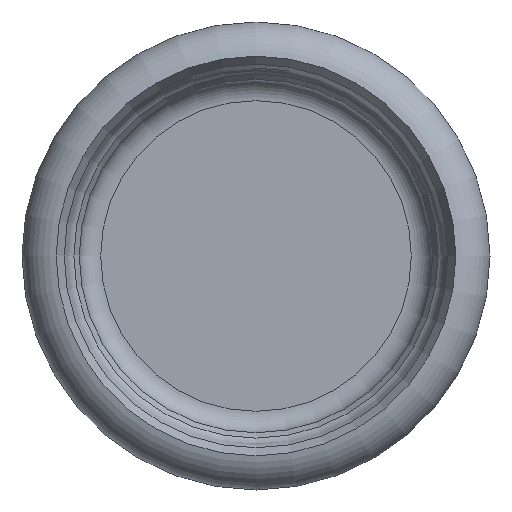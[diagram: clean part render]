
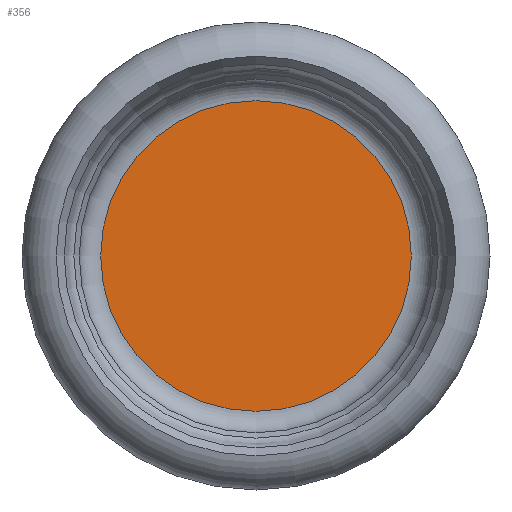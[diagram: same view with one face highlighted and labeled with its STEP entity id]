
A CAD part, left-side view. The second image highlights one B-rep face of the part: STEP entity #356.
In plain terms, the highlighted planar face has unit normal (-1, 0, 0).
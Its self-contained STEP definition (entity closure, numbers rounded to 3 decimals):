
#17=PLANE('',#411);
#48=FACE_OUTER_BOUND('',#66,.T.);
#66=EDGE_LOOP('',(#256,#257));
#97=CIRCLE('',#412,14.5);
#98=CIRCLE('',#413,14.5);
#144=VERTEX_POINT('',#642);
#145=VERTEX_POINT('',#643);
#190=EDGE_CURVE('',#144,#145,#97,.T.);
#191=EDGE_CURVE('',#145,#144,#98,.T.);
#256=ORIENTED_EDGE('',*,*,#190,.F.);
#257=ORIENTED_EDGE('',*,*,#191,.F.);
#356=ADVANCED_FACE('',(#48),#17,.T.);
#411=AXIS2_PLACEMENT_3D('',#641,#503,#504);
#412=AXIS2_PLACEMENT_3D('',#644,#505,#506);
#413=AXIS2_PLACEMENT_3D('',#645,#507,#508);
#503=DIRECTION('center_axis',(-1.,0.,0.));
#504=DIRECTION('ref_axis',(0.,-1.,0.));
#505=DIRECTION('center_axis',(1.,0.,0.));
#506=DIRECTION('ref_axis',(0.,1.,0.));
#507=DIRECTION('center_axis',(1.,0.,0.));
#508=DIRECTION('ref_axis',(0.,1.,0.));
#641=CARTESIAN_POINT('Origin',(50.3,14.5,0.));
#642=CARTESIAN_POINT('',(50.3,14.5,0.));
#643=CARTESIAN_POINT('',(50.3,-14.5,0.));
#644=CARTESIAN_POINT('Origin',(50.3,0.,0.));
#645=CARTESIAN_POINT('Origin',(50.3,0.,0.));
